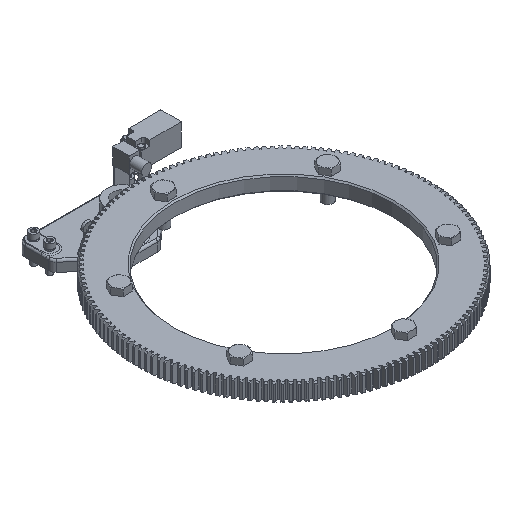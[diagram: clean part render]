
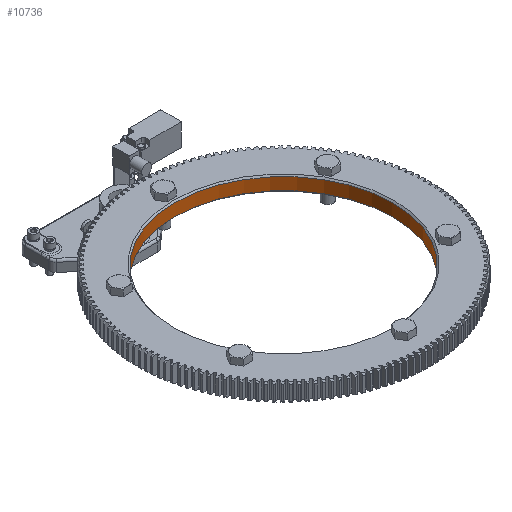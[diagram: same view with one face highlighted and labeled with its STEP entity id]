
A CAD part, isometric view. The second image highlights one B-rep face of the part: STEP entity #10736.
In plain terms, the highlighted cylindrical face has radius 161 mm (diameter 322 mm), a full revolution.
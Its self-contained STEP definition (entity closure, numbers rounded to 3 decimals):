
#2800 = CARTESIAN_POINT ( 'NONE',  ( 161., 0., 6. ) ) ;
#3766 = AXIS2_PLACEMENT_3D ( 'NONE', #38851, #5021, #35144 ) ;
#3956 = CIRCLE ( 'NONE', #35551, 161. ) ;
#5021 = DIRECTION ( 'NONE',  ( 0., 0., -1. ) ) ;
#6685 = DIRECTION ( 'NONE',  ( 0., 0., -1. ) ) ;
#8696 = FACE_OUTER_BOUND ( 'NONE', #28123, .T. ) ;
#9188 = CYLINDRICAL_SURFACE ( 'NONE', #3766, 161. ) ;
#9801 = DIRECTION ( 'NONE',  ( 0., 0., 1. ) ) ;
#9911 = CARTESIAN_POINT ( 'NONE',  ( 0., 0., 6. ) ) ;
#10736 = ADVANCED_FACE ( 'NONE', ( #8696, #12173 ), #9188, .F. ) ;
#12173 = FACE_OUTER_BOUND ( 'NONE', #19269, .T. ) ;
#13975 = CARTESIAN_POINT ( 'NONE',  ( 0., 0., 24. ) ) ;
#17293 = DIRECTION ( 'NONE',  ( 1., 0., 0. ) ) ;
#19269 = EDGE_LOOP ( 'NONE', ( #44290 ) ) ;
#21534 = CARTESIAN_POINT ( 'NONE',  ( 161., 0., 24. ) ) ;
#28123 = EDGE_LOOP ( 'NONE', ( #48919 ) ) ;
#29706 = VERTEX_POINT ( 'NONE', #21534 ) ;
#35144 = DIRECTION ( 'NONE',  ( -1., 0., 0. ) ) ;
#35255 = CIRCLE ( 'NONE', #40733, 161. ) ;
#35551 = AXIS2_PLACEMENT_3D ( 'NONE', #9911, #6685, #17293 ) ;
#36977 = EDGE_CURVE ( 'NONE', #37108, #37108, #3956, .T. ) ;
#37108 = VERTEX_POINT ( 'NONE', #2800 ) ;
#38851 = CARTESIAN_POINT ( 'NONE',  ( 0., 0., 0. ) ) ;
#40288 = EDGE_CURVE ( 'NONE', #29706, #29706, #35255, .T. ) ;
#40733 = AXIS2_PLACEMENT_3D ( 'NONE', #13975, #9801, #43156 ) ;
#43156 = DIRECTION ( 'NONE',  ( 1., 0., 0. ) ) ;
#44290 = ORIENTED_EDGE ( 'NONE', *, *, #36977, .T. ) ;
#48919 = ORIENTED_EDGE ( 'NONE', *, *, #40288, .T. ) ;
